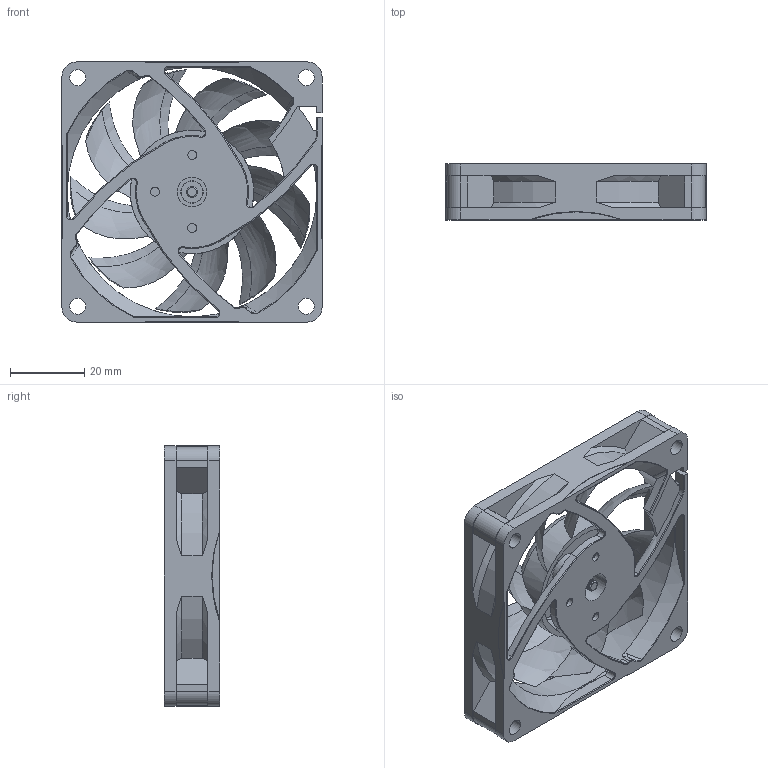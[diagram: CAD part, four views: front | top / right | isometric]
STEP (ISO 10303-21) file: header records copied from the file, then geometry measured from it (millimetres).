
FILE_DESCRIPTION((''),'2;1');
FILE_NAME('7015_ASM','2019-05-02T',('Administrator'),(''),'PRO/ENGINEER BY PARAMETRIC TECHNOLOGY CORPORATION, 2009440','PRO/ENGINEER BY PARAMETRIC TECHNOLOGY CORPORATION, 2009440','');
FILE_SCHEMA(('CONFIG_CONTROL_DESIGN'));
Length unit declared in the file: millimetre
Products named in the file (3): 7015-2BFANGK; 7015-2BSHANYE; 7015_ASM
Assembly tree (2 placements, depth 2):
  7015_ASM
    7015-2BFANGK
    7015-2BSHANYE
Bounding box: 70 x 15 x 70 mm (x, y, z)
Volume: 18585.7 mm3; surface area: 23754 mm2
Topology: 2 solids, 2 shells, 400 faces, 1063 edges, 677 vertices
Faces by surface type: cylinder 152, plane 86, bspline 74, torus 45, cone 43
Entity records: 16596 total; most frequent: CARTESIAN_POINT 6955, ORIENTED_EDGE 2126, DIRECTION 1894, EDGE_CURVE 1063, AXIS2_PLACEMENT_3D 786, VERTEX_POINT 677, CIRCLE 455, EDGE_LOOP 434
